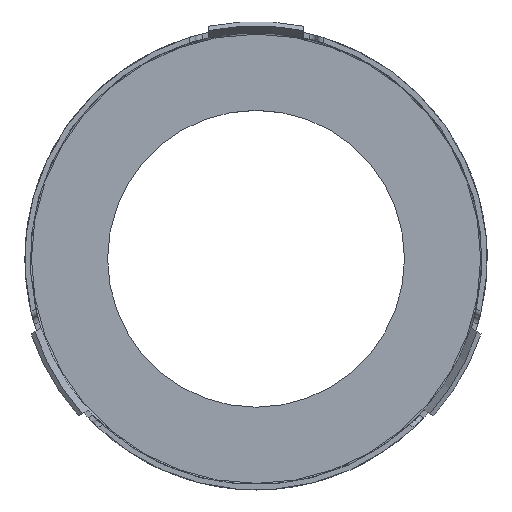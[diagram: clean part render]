
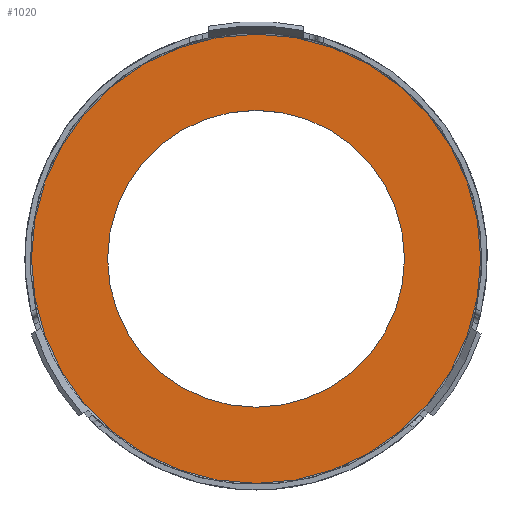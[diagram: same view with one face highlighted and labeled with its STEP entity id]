
A CAD part, top view. The second image highlights one B-rep face of the part: STEP entity #1020.
In plain terms, the highlighted planar face has unit normal (0, 0, 1).
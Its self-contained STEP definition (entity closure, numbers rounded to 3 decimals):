
#228=FACE_BOUND('',#299,.T.);
#234=FACE_OUTER_BOUND('',#298,.T.);
#298=EDGE_LOOP('',(#684));
#299=EDGE_LOOP('',(#685));
#363=CIRCLE('',#1141,11.3);
#364=CIRCLE('',#1143,17.1);
#417=VERTEX_POINT('',#1566);
#418=VERTEX_POINT('',#1570);
#517=EDGE_CURVE('',#417,#417,#363,.T.);
#519=EDGE_CURVE('',#418,#418,#364,.T.);
#684=ORIENTED_EDGE('',*,*,#519,.T.);
#685=ORIENTED_EDGE('',*,*,#517,.T.);
#993=PLANE('',#1144);
#1020=ADVANCED_FACE('',(#234,#228),#993,.T.);
#1141=AXIS2_PLACEMENT_3D('',#1567,#1269,#1270);
#1143=AXIS2_PLACEMENT_3D('',#1571,#1274,#1275);
#1144=AXIS2_PLACEMENT_3D('',#1573,#1277,#1278);
#1269=DIRECTION('center_axis',(0.,0.,-1.));
#1270=DIRECTION('ref_axis',(-1.,0.,0.));
#1274=DIRECTION('center_axis',(0.,0.,1.));
#1275=DIRECTION('ref_axis',(1.,0.,0.));
#1277=DIRECTION('center_axis',(0.,0.,1.));
#1278=DIRECTION('ref_axis',(1.,0.,0.));
#1566=CARTESIAN_POINT('',(11.3,0.,0.4));
#1567=CARTESIAN_POINT('Origin',(0.,0.,0.4));
#1570=CARTESIAN_POINT('',(-17.1,0.,0.4));
#1571=CARTESIAN_POINT('Origin',(0.,0.,0.4));
#1573=CARTESIAN_POINT('Origin',(0.,0.,0.4));
